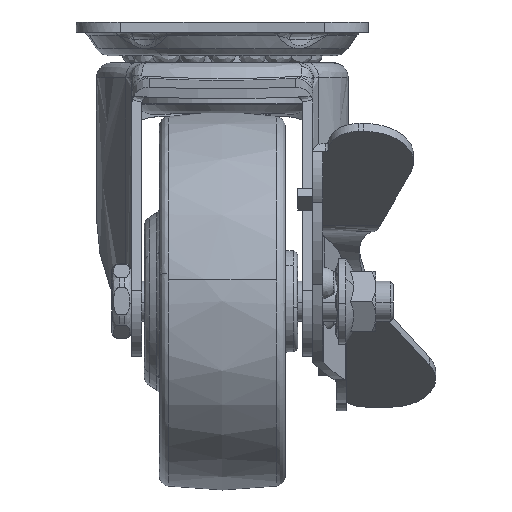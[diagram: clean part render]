
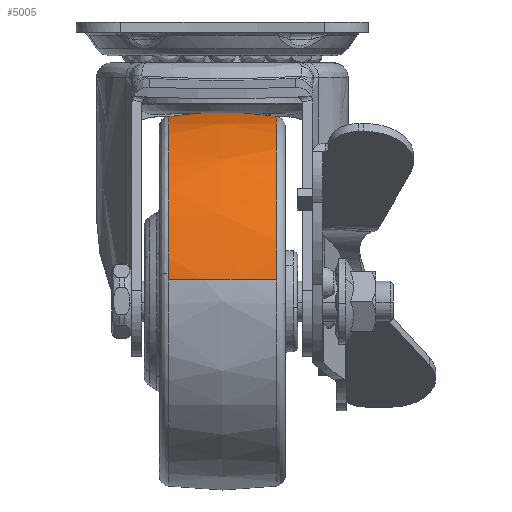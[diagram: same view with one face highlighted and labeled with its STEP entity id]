
A CAD part, left-side view. The second image highlights one B-rep face of the part: STEP entity #5005.
In plain terms, the highlighted free-form (B-spline) face has degree [2, 2] with [5, 5] control points.
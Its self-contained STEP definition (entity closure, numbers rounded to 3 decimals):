
#3053=CARTESIAN_POINT('',(-64.303,10.788,-49.984));
#3054=VERTEX_POINT('',#3053);
#3068=CARTESIAN_POINT('',(-28.0,10.788,-18.78));
#3069=VERTEX_POINT('',#3068);
#3070=CARTESIAN_POINT('',(-28.0,10.788,-18.78));
#3071=CARTESIAN_POINT('',(-59.562,10.788,-18.78));
#3072=CARTESIAN_POINT('',(-64.303,10.788,-49.984));
#3080=(BOUNDED_CURVE()B_SPLINE_CURVE(2,(#3070,#3071,#3072),.UNSPECIFIED.,.F.,.U.)B_SPLINE_CURVE_WITH_KNOTS((3,3),(0.5,0.724),.UNSPECIFIED.)CURVE()GEOMETRIC_REPRESENTATION_ITEM()RATIONAL_B_SPLINE_CURVE((1.0,0.737,0.946))REPRESENTATION_ITEM(''));
#3081=EDGE_CURVE('',#3069,#3054,#3080,.T.);
#3170=CARTESIAN_POINT('',(-64.475,10.788,-51.26));
#3171=VERTEX_POINT('',#3170);
#3187=CARTESIAN_POINT('',(-64.303,10.788,-49.984));
#3188=CARTESIAN_POINT('',(-64.4,10.788,-50.62));
#3189=CARTESIAN_POINT('',(-64.475,10.788,-51.26));
#3197=(BOUNDED_CURVE()B_SPLINE_CURVE(2,(#3187,#3188,#3189),.UNSPECIFIED.,.F.,.U.)B_SPLINE_CURVE_WITH_KNOTS((3,3),(0.724,0.73),.UNSPECIFIED.)CURVE()GEOMETRIC_REPRESENTATION_ITEM()RATIONAL_B_SPLINE_CURVE((0.946,0.951,0.957))REPRESENTATION_ITEM(''));
#3198=EDGE_CURVE('',#3054,#3171,#3197,.T.);
#3400=CARTESIAN_POINT('',(-28.0,-10.788,-18.78));
#3401=VERTEX_POINT('',#3400);
#3415=CARTESIAN_POINT('',(-64.475,-10.788,-51.26));
#3416=VERTEX_POINT('',#3415);
#3417=CARTESIAN_POINT('',(-28.0,-10.788,-18.78));
#3418=CARTESIAN_POINT('',(-60.699,-10.788,-18.78));
#3419=CARTESIAN_POINT('',(-64.475,-10.788,-51.26));
#3427=(BOUNDED_CURVE()B_SPLINE_CURVE(2,(#3417,#3418,#3419),.UNSPECIFIED.,.F.,.U.)B_SPLINE_CURVE_WITH_KNOTS((3,3),(0.5,0.73),.UNSPECIFIED.)CURVE()GEOMETRIC_REPRESENTATION_ITEM()RATIONAL_B_SPLINE_CURVE((1.0,0.731,0.957))REPRESENTATION_ITEM(''));
#3428=EDGE_CURVE('',#3401,#3416,#3427,.T.);
#4928=CARTESIAN_POINT('',(-28.,-10.788,-18.78));
#4929=CARTESIAN_POINT('',(-28.,-5.422,-18.));
#4930=CARTESIAN_POINT('',(-28.0,0.,-18.));
#4931=CARTESIAN_POINT('',(-28.,5.422,-18.));
#4932=CARTESIAN_POINT('',(-28.0,10.788,-18.78));
#4940=(BOUNDED_CURVE()B_SPLINE_CURVE(2,(#4928,#4929,#4930,#4931,#4932),.UNSPECIFIED.,.F.,.U.)B_SPLINE_CURVE_WITH_KNOTS((3,2,3),(0.429,0.5,0.571),.UNSPECIFIED.)CURVE()GEOMETRIC_REPRESENTATION_ITEM()RATIONAL_B_SPLINE_CURVE((0.967,0.981,1.0,0.981,0.967))REPRESENTATION_ITEM(''));
#4941=EDGE_CURVE('',#3401,#3069,#4940,.T.);
#4947=CARTESIAN_POINT('',(-64.475,-10.788,-51.26));
#4948=CARTESIAN_POINT('',(-65.249,-5.422,-51.17));
#4949=CARTESIAN_POINT('',(-65.249,0.,-51.17));
#4950=CARTESIAN_POINT('',(-65.249,5.422,-51.17));
#4951=CARTESIAN_POINT('',(-64.475,10.788,-51.26));
#4959=(BOUNDED_CURVE()B_SPLINE_CURVE(2,(#4947,#4948,#4949,#4950,#4951),.UNSPECIFIED.,.F.,.U.)B_SPLINE_CURVE_WITH_KNOTS((3,2,3),(0.429,0.5,0.571),.UNSPECIFIED.)CURVE()GEOMETRIC_REPRESENTATION_ITEM()RATIONAL_B_SPLINE_CURVE((0.926,0.939,0.957,0.939,0.926))REPRESENTATION_ITEM(''));
#4960=EDGE_CURVE('',#3416,#3171,#4959,.T.);
#4965=CARTESIAN_POINT('',(-27.763,-11.875,-18.946));
#4966=CARTESIAN_POINT('',(-27.757,-5.975,-18.));
#4967=CARTESIAN_POINT('',(-27.757,0.,-18.));
#4968=CARTESIAN_POINT('',(-27.757,5.975,-18.));
#4969=CARTESIAN_POINT('',(-27.763,11.875,-18.946));
#4970=CARTESIAN_POINT('',(-27.881,-11.875,-18.946));
#4971=CARTESIAN_POINT('',(-27.878,-5.975,-18.));
#4972=CARTESIAN_POINT('',(-27.878,0.,-18.));
#4973=CARTESIAN_POINT('',(-27.878,5.975,-18.));
#4974=CARTESIAN_POINT('',(-27.881,11.875,-18.946));
#4975=CARTESIAN_POINT('',(-60.551,-11.875,-18.946));
#4976=CARTESIAN_POINT('',(-61.393,-5.975,-18.));
#4977=CARTESIAN_POINT('',(-61.393,0.,-18.));
#4978=CARTESIAN_POINT('',(-61.393,5.975,-18.));
#4979=CARTESIAN_POINT('',(-60.551,11.875,-18.946));
#4980=CARTESIAN_POINT('',(-64.324,-11.875,-51.403));
#4981=CARTESIAN_POINT('',(-65.264,-5.975,-51.297));
#4982=CARTESIAN_POINT('',(-65.264,0.,-51.297));
#4983=CARTESIAN_POINT('',(-65.264,5.975,-51.297));
#4984=CARTESIAN_POINT('',(-64.324,11.875,-51.403));
#4985=CARTESIAN_POINT('',(-64.338,-11.875,-51.526));
#4986=CARTESIAN_POINT('',(-65.279,-5.975,-51.423));
#4987=CARTESIAN_POINT('',(-65.279,0.,-51.423));
#4988=CARTESIAN_POINT('',(-65.279,5.975,-51.423));
#4989=CARTESIAN_POINT('',(-64.338,11.875,-51.526));
#4997=(BOUNDED_SURFACE()B_SPLINE_SURFACE(2,2,((#4965,#4970,#4975,#4980,#4985),(#4966,#4971,#4976,#4981,#4986),(#4967,#4972,#4977,#4982,#4987),(#4968,#4973,#4978,#4983,#4988),(#4969,#4974,#4979,#4984,#4989)),.UNSPECIFIED.,.F.,.F.,.U.)B_SPLINE_SURFACE_WITH_KNOTS((3,2,3),(3,1,1,3),(0.0,12.129,24.257),(0.0,0.285,57.384,57.67),.UNSPECIFIED.)GEOMETRIC_REPRESENTATION_ITEM()RATIONAL_B_SPLINE_SURFACE(((0.967,0.966,0.705,0.924,0.925),(0.982,0.98,0.715,0.938,0.939),(1.003,1.001,0.731,0.958,0.959),(0.982,0.98,0.715,0.938,0.939),(0.967,0.966,0.705,0.924,0.925)))REPRESENTATION_ITEM('')SURFACE());
#4998=ORIENTED_EDGE('',*,*,#3081,.T.);
#4999=ORIENTED_EDGE('',*,*,#3198,.T.);
#5000=ORIENTED_EDGE('',*,*,#4960,.F.);
#5001=ORIENTED_EDGE('',*,*,#3428,.F.);
#5002=ORIENTED_EDGE('',*,*,#4941,.T.);
#5003=EDGE_LOOP('',(#4998,#4999,#5000,#5001,#5002));
#5004=FACE_OUTER_BOUND('',#5003,.T.);
#5005=ADVANCED_FACE('',(#5004),#4997,.T.);
